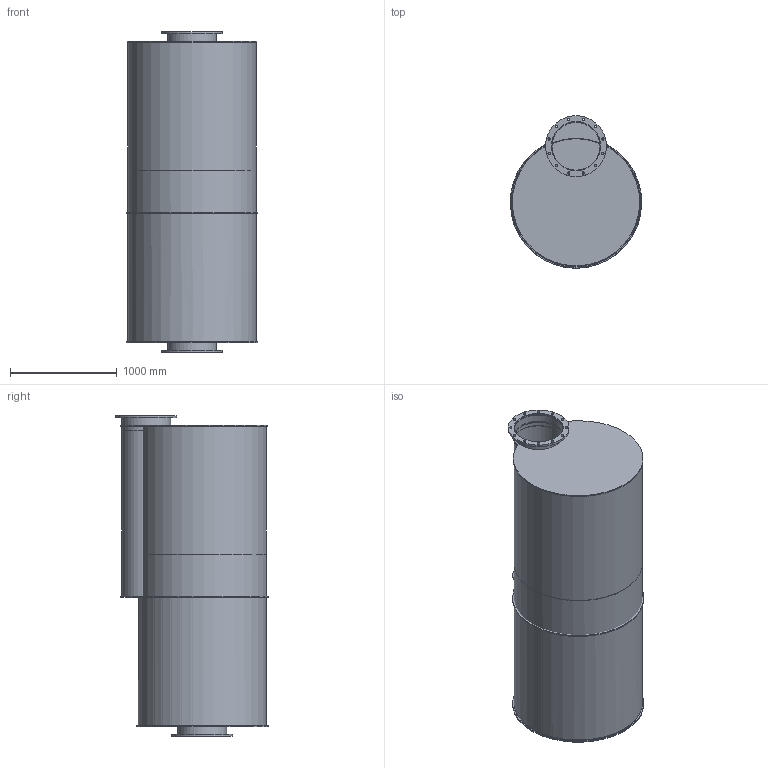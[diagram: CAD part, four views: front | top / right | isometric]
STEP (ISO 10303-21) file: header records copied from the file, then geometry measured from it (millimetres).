
FILE_DESCRIPTION(/* description */ (''),/* implementation_level */ '2;1');
FILE_NAME(/* name */ 'Sdad 18.stp',/* time_stamp */ '2015-02-17T11:04:31+01:00',/* author */ ('Tekenkamer'),/* organization */ (''),/* preprocessor_version */ 'ST-DEVELOPER v15.6',/* originating_system */ 'Autodesk Inventor 2015',/* authorisation */ '');
FILE_SCHEMA (('AUTOMOTIVE_DESIGN { 1 0 10303 214 3 1 1 }'));
Length unit declared in the file: millimetre
Products named in the file (1): Sdad 18
Bounding box: 1230 x 1424 x 3000 mm (x, y, z)
Volume: 117149882.6 mm3; surface area: 48233199 mm2
Topology: 12 solids, 12 shells, 79 faces, 168 edges, 112 vertices
Faces by surface type: cylinder 54, plane 25
Full cylindrical faces by diameter (mm): 22 x24, 450 x4, 458 x4, 460 x5, 570 x2, 1192 x2, 1200 x2, 1230 x1
Entity records: 2114 total; most frequent: DIRECTION 392, CARTESIAN_POINT 312, ORIENTED_EDGE 244, EDGE_LOOP 192, AXIS2_PLACEMENT_3D 190, EDGE_CURVE 122, FACE_BOUND 113, CIRCLE 110
